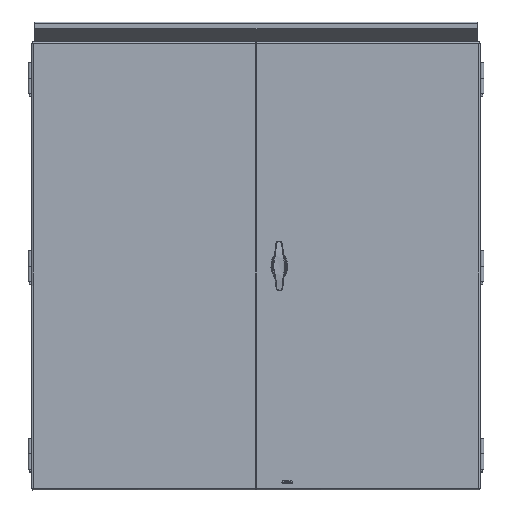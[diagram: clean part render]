
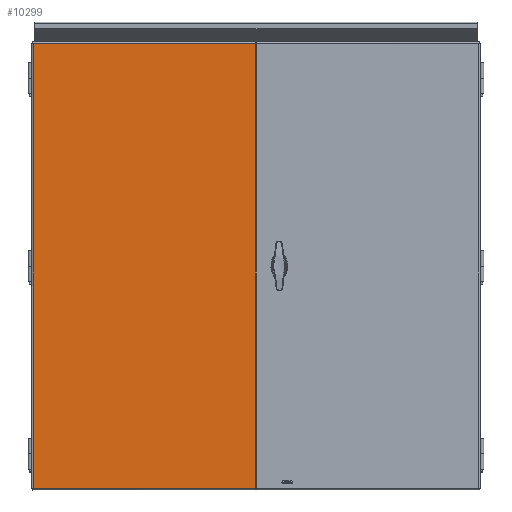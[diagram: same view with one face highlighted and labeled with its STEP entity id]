
A CAD part, top view. The second image highlights one B-rep face of the part: STEP entity #10299.
In plain terms, the highlighted planar face has unit normal (0, 0, 1).
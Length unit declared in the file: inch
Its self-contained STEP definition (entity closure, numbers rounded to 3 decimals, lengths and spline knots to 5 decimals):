
#952=PLANE($,#11089);
#1395=FACE_OUTER_BOUND($,#2048,.T.);
#2048=EDGE_LOOP($,(#7754,#7755,#7756,#7757));
#3313=LINE($,#15855,#4109);
#3329=LINE($,#15933,#4125);
#3345=LINE($,#16003,#4141);
#3358=LINE($,#16090,#4154);
#4109=VECTOR($,#12713,18.0938);
#4125=VECTOR($,#12747,18.0938);
#4141=VECTOR($,#12783,36.1251);
#4154=VECTOR($,#12810,36.1251);
#4861=VERTEX_POINT($,#15852);
#4862=VERTEX_POINT($,#15854);
#4873=VERTEX_POINT($,#15924);
#4874=VERTEX_POINT($,#15932);
#5897=EDGE_CURVE($,#4862,#4861,#3313,.T.);
#5917=EDGE_CURVE($,#4874,#4873,#3329,.T.);
#5937=EDGE_CURVE($,#4873,#4862,#3345,.T.);
#5953=EDGE_CURVE($,#4874,#4861,#3358,.T.);
#7754=ORIENTED_EDGE($,*,*,#5897,.T.);
#7755=ORIENTED_EDGE($,*,*,#5953,.F.);
#7756=ORIENTED_EDGE($,*,*,#5917,.T.);
#7757=ORIENTED_EDGE($,*,*,#5937,.T.);
#10299=ADVANCED_FACE($,(#1395),#952,.T.);
#11089=AXIS2_PLACEMENT_3D($,#16089,#12808,#12809);
#12713=DIRECTION($,(1.,0.,0.));
#12747=DIRECTION($,(-1.,0.,0.));
#12783=DIRECTION($,(0.,-1.,0.));
#12808=DIRECTION('center_axis',(0.,0.,1.));
#12809=DIRECTION('ref_axis',(1.,0.,0.));
#12810=DIRECTION($,(0.,-1.,0.));
#15852=CARTESIAN_POINT('',(9.10938,-18.06255,0.0937));
#15854=CARTESIAN_POINT('',(-8.98443,-18.06255,0.0937));
#15855=CARTESIAN_POINT($,(-4.49221,-18.06255,0.0937));
#15924=CARTESIAN_POINT('',(-8.98443,18.06255,0.0937));
#15932=CARTESIAN_POINT('',(9.10938,18.06255,0.0937));
#15933=CARTESIAN_POINT($,(4.55469,18.06255,0.0937));
#16003=CARTESIAN_POINT($,(-8.98443,9.03128,0.0937));
#16089=CARTESIAN_POINT('Origin',(0.,0.,
0.0937));
#16090=CARTESIAN_POINT($,(9.10938,18.1875,0.0937));
